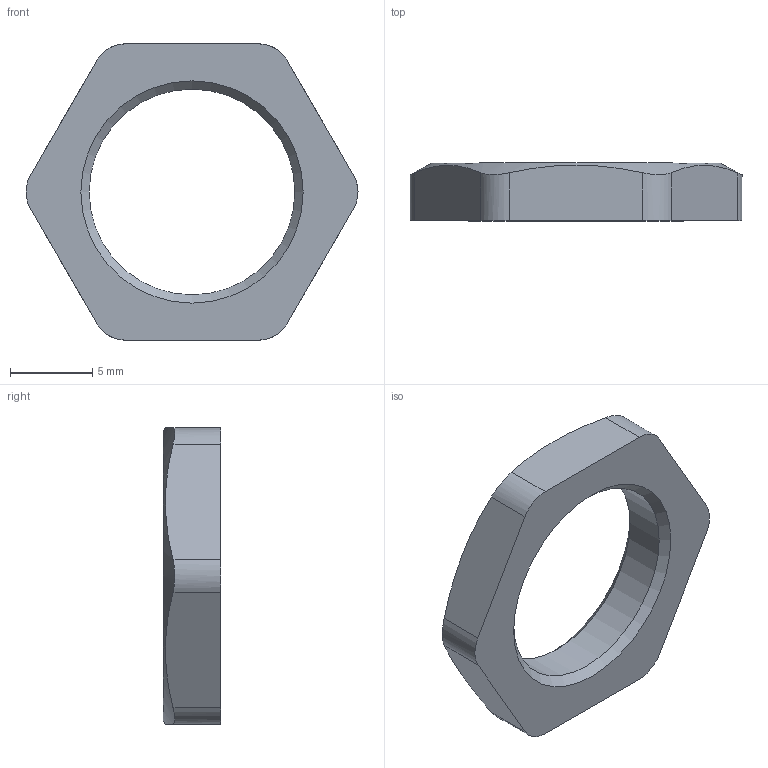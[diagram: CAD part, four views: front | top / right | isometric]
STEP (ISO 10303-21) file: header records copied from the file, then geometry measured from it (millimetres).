
FILE_DESCRIPTION(/* description */ (''),/* implementation_level */ '2;1');
FILE_NAME(/* name */ '',/* time_stamp */ '2025-07-31T14:54:04+07:00',/* author */ ('zeta-86'),/* organization */ (''),/* preprocessor_version */ 'ST-DEVELOPER v19.2',/* originating_system */ 'Autodesk Inventor 2024',/* authorisation */ '');
FILE_SCHEMA (('AUTOMOTIVE_DESIGN { 1 0 10303 214 3 1 1 }'));
Length unit declared in the file: millimetre
Products named in the file (1): Гайка ГП M16x1,5
Bounding box: 20.17 x 3.5 x 18 mm (x, y, z)
Volume: 528.7 mm3; surface area: 624.6 mm2
Topology: 1 solids, 1 shells, 18 faces, 46 edges, 30 vertices
Faces by surface type: plane 8, cylinder 7, cone 3
Full cylindrical faces by diameter (mm): 12.5 x1
Entity records: 627 total; most frequent: CARTESIAN_POINT 162, ORIENTED_EDGE 92, DIRECTION 82, EDGE_CURVE 46, VERTEX_POINT 30, AXIS2_PLACEMENT_3D 30, LINE 22, VECTOR 22
